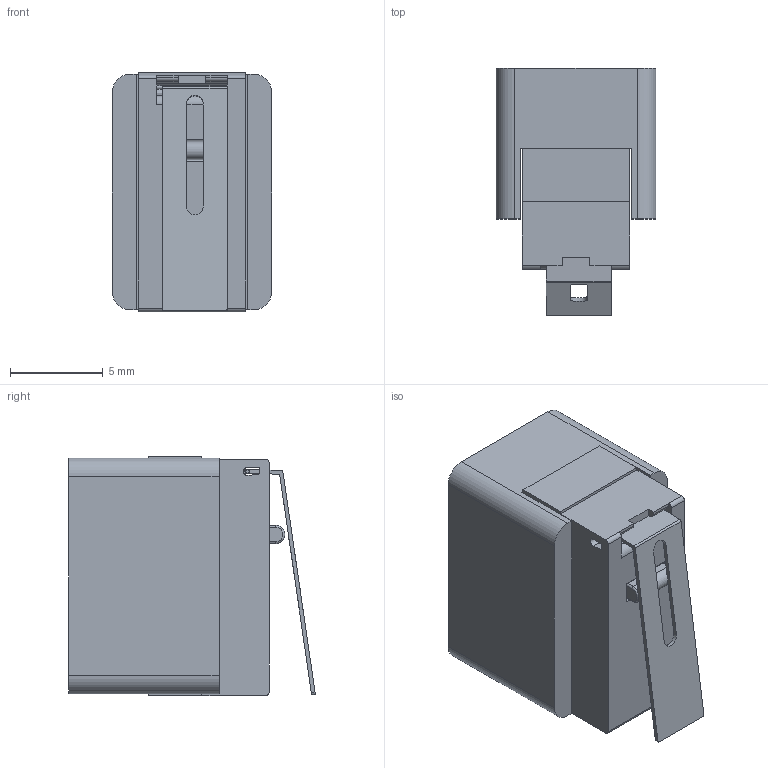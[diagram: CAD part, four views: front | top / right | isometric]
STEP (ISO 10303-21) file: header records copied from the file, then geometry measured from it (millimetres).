
FILE_DESCRIPTION(/* description */ (''),/* implementation_level */ '2;1');
FILE_NAME(/* name */ 'limit_sw.STEP',/* time_stamp */ '2025-03-01T05:51:31+03:00',/* author */ ('akap'),/* organization */ (''),/* preprocessor_version */ 'ST-DEVELOPER v18.1',/* originating_system */ 'Autodesk Inventor 2022',/* authorisation */ '');
FILE_SCHEMA (('AUTOMOTIVE_DESIGN { 1 0 10303 214 3 1 1 }'));
Length unit declared in the file: millimetre
Products named in the file (3): MZCAT_4; push-fit; Linit Switch
Assembly tree (2 placements, depth 2):
  MZCAT_4
    push-fit
    Linit Switch
Bounding box: 8.6 x 13.29 x 12.9 mm (x, y, z)
Volume: 950.7 mm3; surface area: 1536.8 mm2
Topology: 5 solids, 5 shells, 203 faces, 560 edges, 368 vertices
Faces by surface type: plane 164, cylinder 37, torus 2
Full cylindrical faces by diameter (mm): 0.2 x1, 2 x1
Entity records: 6668 total; most frequent: CARTESIAN_POINT 1139, ORIENTED_EDGE 1120, DIRECTION 1058, EDGE_CURVE 560, LINE 476, VECTOR 476, VERTEX_POINT 368, AXIS2_PLACEMENT_3D 291
